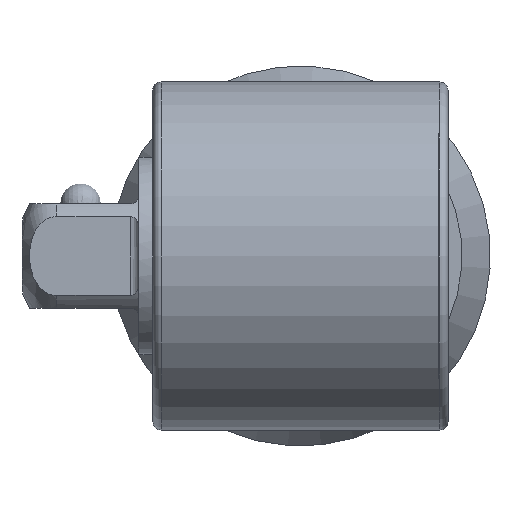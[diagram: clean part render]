
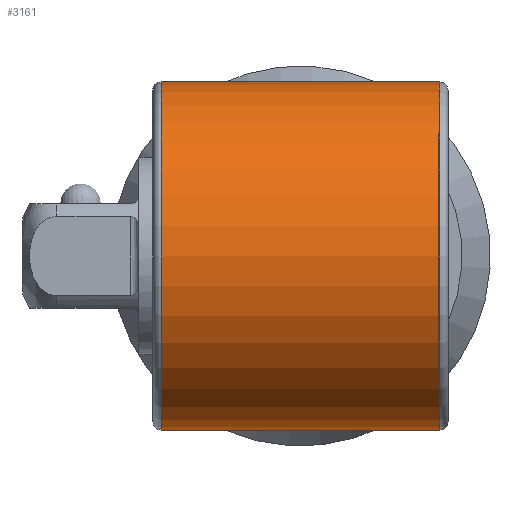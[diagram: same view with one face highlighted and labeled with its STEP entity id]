
A CAD part, left-side view. The second image highlights one B-rep face of the part: STEP entity #3161.
In plain terms, the highlighted cylindrical face has radius 15.875 mm (diameter 31.75 mm), a partial arc.
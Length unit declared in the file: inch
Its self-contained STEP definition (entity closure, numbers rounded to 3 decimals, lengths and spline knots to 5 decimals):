
#2829=CARTESIAN_POINT('',(0.67325,3764.8062,1.92802));
#2830=VERTEX_POINT('',#2829);
#2854=CARTESIAN_POINT('',(0.67325,3764.8062,0.67802));
#2855=VERTEX_POINT('',#2854);
#2863=CARTESIAN_POINT('',(0.67325,3764.8062,1.30302));
#2864=DIRECTION('',(0.0,1.0,0.0));
#2865=DIRECTION('',(-1.0,0.0,0.0));
#2866=AXIS2_PLACEMENT_3D('',#2863,#2864,#2865);
#2867=CIRCLE('',#2866,0.625);
#2868=EDGE_CURVE('',#2855,#2830,#2867,.T.);
#2966=CARTESIAN_POINT('',(0.67325,3763.8062,1.92802));
#2967=VERTEX_POINT('',#2966);
#2968=CARTESIAN_POINT('',(0.67325,3763.8062,1.92802));
#2969=DIRECTION('',(0.0,1.0,0.0));
#2970=VECTOR('',#2969,1.0);
#2971=LINE('',#2968,#2970);
#2972=EDGE_CURVE('',#2967,#2830,#2971,.T.);
#3034=CARTESIAN_POINT('',(0.67325,3763.8062,0.67802));
#3035=VERTEX_POINT('',#3034);
#3066=CARTESIAN_POINT('',(0.67325,3763.8062,1.30302));
#3067=DIRECTION('',(0.0,-1.0,0.0));
#3068=DIRECTION('',(-1.0,0.0,0.0));
#3069=AXIS2_PLACEMENT_3D('',#3066,#3067,#3068);
#3070=CIRCLE('',#3069,0.625);
#3071=EDGE_CURVE('',#2967,#3035,#3070,.T.);
#3141=CARTESIAN_POINT('',(0.67325,3764.8062,0.67802));
#3142=DIRECTION('',(0.0,-1.0,0.0));
#3143=VECTOR('',#3142,1.0);
#3144=LINE('',#3141,#3143);
#3145=EDGE_CURVE('',#2855,#3035,#3144,.T.);
#3150=CARTESIAN_POINT('',(0.67325,3764.8362,1.30302));
#3151=DIRECTION('',(0.,-1.0,0.));
#3152=DIRECTION('',(-1.0,0.0,0.0));
#3153=AXIS2_PLACEMENT_3D('',#3150,#3151,#3152);
#3154=CYLINDRICAL_SURFACE('',#3153,0.625);
#3155=ORIENTED_EDGE('',*,*,#2868,.F.);
#3156=ORIENTED_EDGE('',*,*,#3145,.T.);
#3157=ORIENTED_EDGE('',*,*,#3071,.F.);
#3158=ORIENTED_EDGE('',*,*,#2972,.T.);
#3159=EDGE_LOOP('',(#3155,#3156,#3157,#3158));
#3160=FACE_OUTER_BOUND('',#3159,.T.);
#3161=ADVANCED_FACE('',(#3160),#3154,.T.);
